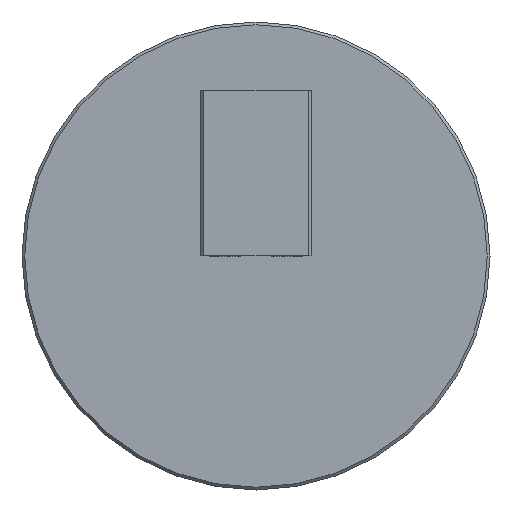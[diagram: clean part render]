
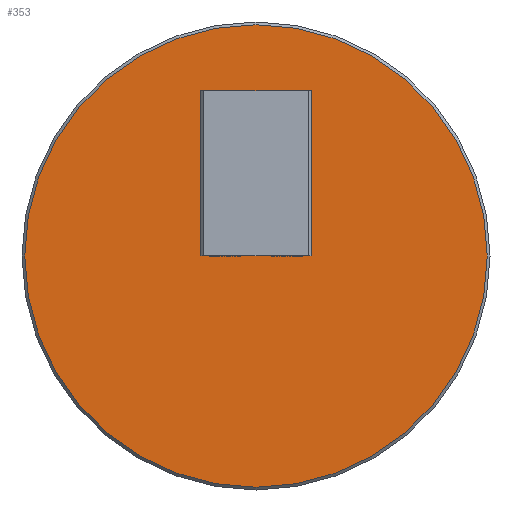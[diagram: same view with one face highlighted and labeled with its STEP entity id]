
A CAD part, front view. The second image highlights one B-rep face of the part: STEP entity #353.
In plain terms, the highlighted planar face has unit normal (0, -1, 0).
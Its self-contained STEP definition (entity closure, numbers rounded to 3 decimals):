
#16 = CIRCLE ( 'NONE', #335, 42. ) ;
#21 = CARTESIAN_POINT ( 'NONE',  ( 0., -48.5, 42. ) ) ;
#73 = EDGE_CURVE ( 'NONE', #602, #602, #16, .T. ) ;
#95 = DIRECTION ( 'NONE',  ( 1., 0., 0. ) ) ;
#99 = DIRECTION ( 'NONE',  ( 0., 0., 1. ) ) ;
#122 = CARTESIAN_POINT ( 'NONE',  ( -10., -48.5, 0. ) ) ;
#131 = CARTESIAN_POINT ( 'NONE',  ( -10., -48.5, 42.5 ) ) ;
#132 = CARTESIAN_POINT ( 'NONE',  ( 10., -48.5, 30. ) ) ;
#150 = CARTESIAN_POINT ( 'NONE',  ( -42.5, -48.5, 0. ) ) ;
#161 = EDGE_CURVE ( 'Defeatured_0_8+Defeatured_0_6+Defeatured_0_9+Defeatured_0_2', #444, #610, #230, .T. ) ;
#166 = EDGE_CURVE ( 'Defeatured_0_6+Defeatured_0_9+Defeatured_0_8+Defeatured_0_7', #444, #616, #606, .T. ) ;
#171 = CARTESIAN_POINT ( 'NONE',  ( -10., -48.5, 30. ) ) ;
#195 = DIRECTION ( 'NONE',  ( 0., 1., 0. ) ) ;
#198 = VERTEX_POINT ( 'NONE', #612 ) ;
#206 = ORIENTED_EDGE ( 'NONE', *, *, #166, .T. ) ;
#210 = VECTOR ( 'NONE', #95, 1000. ) ;
#230 = LINE ( 'NONE', #131, #401 ) ;
#241 = ORIENTED_EDGE ( 'NONE', *, *, #73, .T. ) ;
#246 = PLANE ( 'NONE',  #558 ) ;
#270 = DIRECTION ( 'NONE',  ( 0., 0., -1. ) ) ;
#285 = ORIENTED_EDGE ( 'NONE', *, *, #161, .F. ) ;
#286 = DIRECTION ( 'NONE',  ( 1., 0., 0. ) ) ;
#293 = CARTESIAN_POINT ( 'NONE',  ( -42.5, -48.5, 0. ) ) ;
#303 = FACE_OUTER_BOUND ( 'NONE', #523, .T. ) ;
#306 = LINE ( 'NONE', #150, #210 ) ;
#335 = AXIS2_PLACEMENT_3D ( 'NONE', #484, #481, #478 ) ;
#341 = EDGE_CURVE ( 'Defeatured_0_2+Defeatured_0_6+Defeatured_0_8+Defeatured_0_7', #610, #198, #306, .T. ) ;
#344 = ORIENTED_EDGE ( 'NONE', *, *, #437, .T. ) ;
#353 = ADVANCED_FACE ( 'Defeatured_0_6', ( #303, #531 ), #246, .F. ) ;
#358 = CARTESIAN_POINT ( 'NONE',  ( 10., -48.5, 42.5 ) ) ;
#390 = DIRECTION ( 'NONE',  ( 0., 0., -1. ) ) ;
#401 = VECTOR ( 'NONE', #390, 1000. ) ;
#437 = EDGE_CURVE ( 'Defeatured_0_6+Defeatured_0_7+Defeatured_0_9+Defeatured_0_2', #616, #198, #579, .T. ) ;
#439 = ORIENTED_EDGE ( 'NONE', *, *, #341, .F. ) ;
#444 = VERTEX_POINT ( 'NONE', #171 ) ;
#478 = DIRECTION ( 'NONE',  ( 0., 0., 1. ) ) ;
#481 = DIRECTION ( 'NONE',  ( 0., -1., 0. ) ) ;
#484 = CARTESIAN_POINT ( 'NONE',  ( 0., -48.5, 0. ) ) ;
#523 = EDGE_LOOP ( 'NONE', ( #241 ) ) ;
#531 = FACE_BOUND ( 'NONE', #564, .T. ) ;
#551 = VECTOR ( 'NONE', #286, 1000. ) ;
#558 = AXIS2_PLACEMENT_3D ( 'NONE', #293, #195, #99 ) ;
#559 = CARTESIAN_POINT ( 'NONE',  ( 10., -48.5, 30. ) ) ;
#564 = EDGE_LOOP ( 'NONE', ( #206, #344, #439, #285 ) ) ;
#579 = LINE ( 'NONE', #358, #584 ) ;
#584 = VECTOR ( 'NONE', #270, 1000. ) ;
#602 = VERTEX_POINT ( 'NONE', #21 ) ;
#606 = LINE ( 'NONE', #559, #551 ) ;
#610 = VERTEX_POINT ( 'NONE', #122 ) ;
#612 = CARTESIAN_POINT ( 'NONE',  ( 10., -48.5, 0. ) ) ;
#616 = VERTEX_POINT ( 'NONE', #132 ) ;
